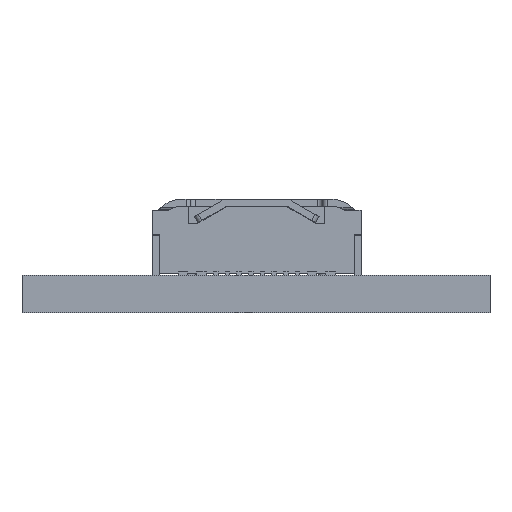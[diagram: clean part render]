
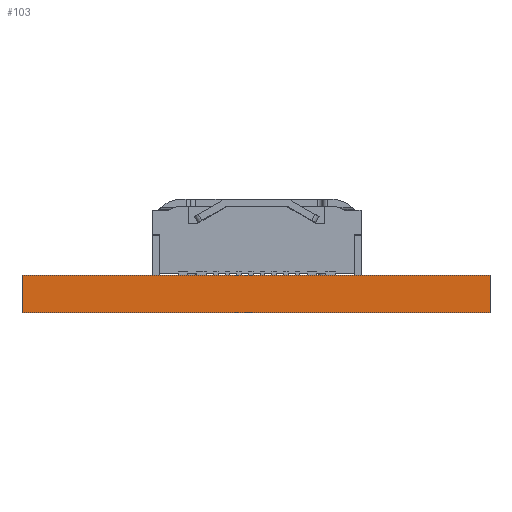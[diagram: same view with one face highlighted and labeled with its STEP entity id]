
A CAD part, front view. The second image highlights one B-rep face of the part: STEP entity #103.
In plain terms, the highlighted planar face has unit normal (0, -1, 0).
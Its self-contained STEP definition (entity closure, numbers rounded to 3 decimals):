
#47 = VERTEX_POINT('',#48);
#48 = CARTESIAN_POINT('',(20.533,0.469,1.6)
  );
#54 = EDGE_CURVE('',#55,#47,#57,.T.);
#55 = VERTEX_POINT('',#56);
#56 = CARTESIAN_POINT('',(20.533,0.469,0.));
#57 = LINE('',#58,#59);
#58 = CARTESIAN_POINT('',(20.533,0.469,0.));
#59 = VECTOR('',#60,1.);
#60 = DIRECTION('',(0.,0.,1.));
#103 = ADVANCED_FACE('',(#104),#129,.T.);
#104 = FACE_BOUND('',#105,.T.);
#105 = EDGE_LOOP('',(#106,#107,#115,#123));
#106 = ORIENTED_EDGE('',*,*,#54,.T.);
#107 = ORIENTED_EDGE('',*,*,#108,.T.);
#108 = EDGE_CURVE('',#47,#109,#111,.T.);
#109 = VERTEX_POINT('',#110);
#110 = CARTESIAN_POINT('',(0.492,0.469,1.6)
  );
#111 = LINE('',#112,#113);
#112 = CARTESIAN_POINT('',(20.533,0.469,1.6
    ));
#113 = VECTOR('',#114,1.);
#114 = DIRECTION('',(-1.,0.,0.));
#115 = ORIENTED_EDGE('',*,*,#116,.F.);
#116 = EDGE_CURVE('',#117,#109,#119,.T.);
#117 = VERTEX_POINT('',#118);
#118 = CARTESIAN_POINT('',(0.492,0.469,0.));
#119 = LINE('',#120,#121);
#120 = CARTESIAN_POINT('',(0.492,0.469,0.));
#121 = VECTOR('',#122,1.);
#122 = DIRECTION('',(0.,0.,1.));
#123 = ORIENTED_EDGE('',*,*,#124,.F.);
#124 = EDGE_CURVE('',#55,#117,#125,.T.);
#125 = LINE('',#126,#127);
#126 = CARTESIAN_POINT('',(20.533,0.469,0.));
#127 = VECTOR('',#128,1.);
#128 = DIRECTION('',(-1.,0.,0.));
#129 = PLANE('',#130);
#130 = AXIS2_PLACEMENT_3D('',#131,#132,#133);
#131 = CARTESIAN_POINT('',(20.533,0.469,0.));
#132 = DIRECTION('',(0.,-1.,0.));
#133 = DIRECTION('',(-1.,0.,0.));
